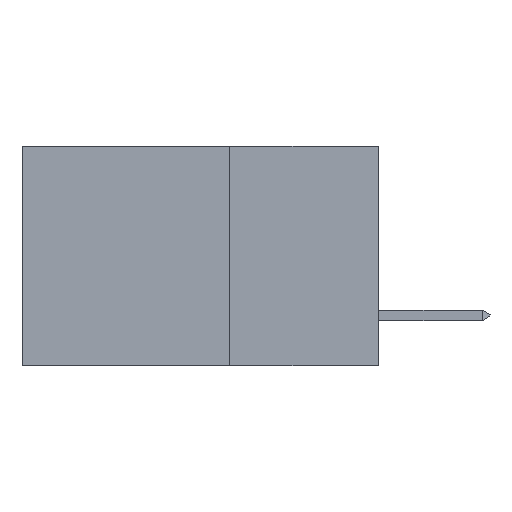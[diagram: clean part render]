
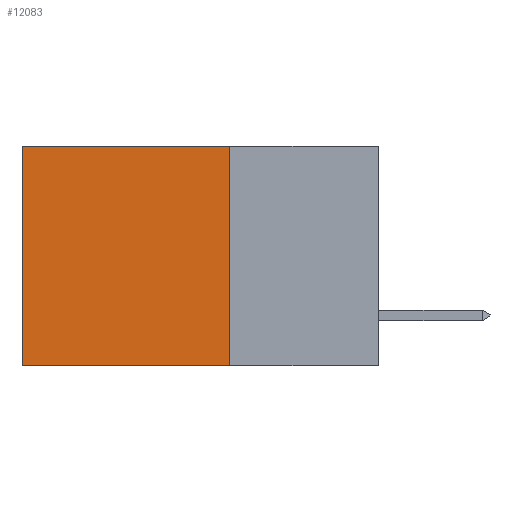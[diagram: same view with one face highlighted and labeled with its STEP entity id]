
A CAD part, left-side view. The second image highlights one B-rep face of the part: STEP entity #12083.
In plain terms, the highlighted planar face has unit normal (-1, 0, 0).
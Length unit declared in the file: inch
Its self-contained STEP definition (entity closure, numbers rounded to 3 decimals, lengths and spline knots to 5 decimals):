
#19 = DIRECTION ( 'NONE',  ( 0., 0., -1. ) ) ;
#642 = VERTEX_POINT ( 'NONE', #10370 ) ;
#1100 = CARTESIAN_POINT ( 'NONE',  ( 0.2615, 0.25, -0.37 ) ) ;
#1648 = DIRECTION ( 'NONE',  ( 0., 0., -1. ) ) ;
#3395 = VECTOR ( 'NONE', #19, 39.37008 ) ;
#3793 = ORIENTED_EDGE ( 'NONE', *, *, #11064, .F. ) ;
#3966 = DIRECTION ( 'NONE',  ( 0., 0., -1. ) ) ;
#4990 = AXIS2_PLACEMENT_3D ( 'NONE', #6232, #11692, #3966 ) ;
#5311 = CARTESIAN_POINT ( 'NONE',  ( 0.2615, 0.25, 0. ) ) ;
#5606 = CARTESIAN_POINT ( 'NONE',  ( 0.2615, 0.25, -0.37 ) ) ;
#5791 = LINE ( 'NONE', #1100, #11081 ) ;
#5926 = VERTEX_POINT ( 'NONE', #9365 ) ;
#6016 = PLANE ( 'NONE',  #4990 ) ;
#6232 = CARTESIAN_POINT ( 'NONE',  ( 0.2615, 0.25, -0.37 ) ) ;
#6698 = LINE ( 'NONE', #5606, #3395 ) ;
#7202 = VERTEX_POINT ( 'NONE', #8137 ) ;
#7459 = ORIENTED_EDGE ( 'NONE', *, *, #14025, .T. ) ;
#7835 = CARTESIAN_POINT ( 'NONE',  ( 0.2615, 0.6, 0. ) ) ;
#8137 = CARTESIAN_POINT ( 'NONE',  ( 0.2615, 0.25, -0.37 ) ) ;
#8184 = ORIENTED_EDGE ( 'NONE', *, *, #13017, .F. ) ;
#8305 = CARTESIAN_POINT ( 'NONE',  ( 0.2615, 0.6, -0.37 ) ) ;
#8909 = DIRECTION ( 'NONE',  ( 0., 1., 0. ) ) ;
#9365 = CARTESIAN_POINT ( 'NONE',  ( 0.2615, 0.25, 0. ) ) ;
#10156 = VECTOR ( 'NONE', #1648, 39.37008 ) ;
#10370 = CARTESIAN_POINT ( 'NONE',  ( 0.2615, 0.6, -0.37 ) ) ;
#11064 = EDGE_CURVE ( 'NONE', #7202, #642, #5791, .T. ) ;
#11081 = VECTOR ( 'NONE', #8909, 39.37008 ) ;
#11083 = DIRECTION ( 'NONE',  ( 0., 1., 0. ) ) ;
#11601 = EDGE_LOOP ( 'NONE', ( #7459, #3793, #8184, #12851 ) ) ;
#11692 = DIRECTION ( 'NONE',  ( 1., 0., 0. ) ) ;
#12023 = LINE ( 'NONE', #5311, #13411 ) ;
#12083 = ADVANCED_FACE ( 'NONE', ( #13833 ), #6016, .F. ) ;
#12851 = ORIENTED_EDGE ( 'NONE', *, *, #12852, .T. ) ;
#12852 = EDGE_CURVE ( 'NONE', #5926, #13326, #12023, .T. ) ;
#13017 = EDGE_CURVE ( 'NONE', #5926, #7202, #6698, .T. ) ;
#13326 = VERTEX_POINT ( 'NONE', #7835 ) ;
#13411 = VECTOR ( 'NONE', #11083, 39.37008 ) ;
#13833 = FACE_OUTER_BOUND ( 'NONE', #11601, .T. ) ;
#14025 = EDGE_CURVE ( 'NONE', #13326, #642, #14090, .T. ) ;
#14090 = LINE ( 'NONE', #8305, #10156 ) ;
